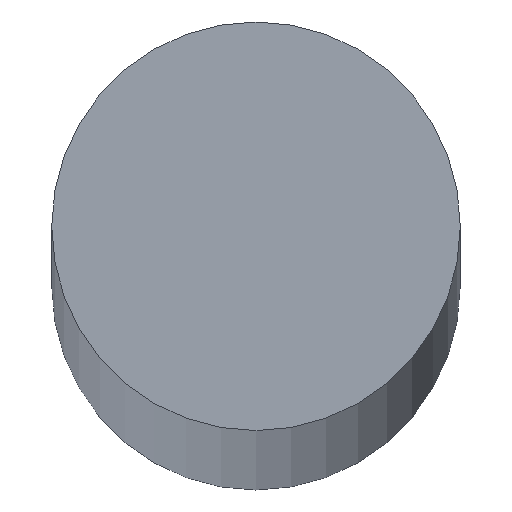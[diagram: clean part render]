
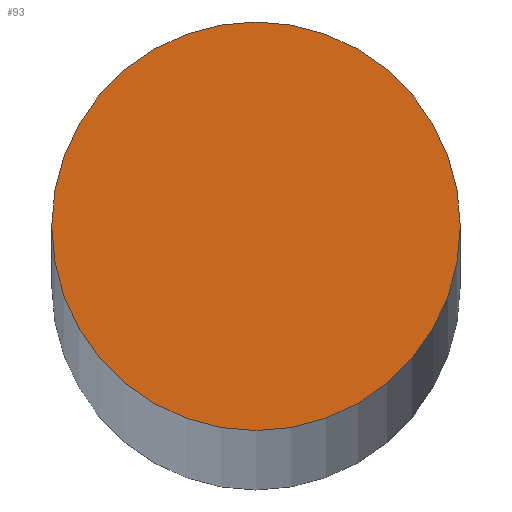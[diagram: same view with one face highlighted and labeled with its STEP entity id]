
A CAD part, top view. The second image highlights one B-rep face of the part: STEP entity #93.
In plain terms, the highlighted planar face has unit normal (0, 0, 1).
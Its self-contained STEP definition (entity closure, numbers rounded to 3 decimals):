
#49 = AXIS2_PLACEMENT_3D ( 'NONE', #121, #134, #129 ) ;
#51 = FACE_OUTER_BOUND ( 'NONE', #120, .T. ) ;
#54 = AXIS2_PLACEMENT_3D ( 'NONE', #145, #138, #141 ) ;
#58 = AXIS2_PLACEMENT_3D ( 'NONE', #144, #150, #128 ) ;
#93 = ADVANCED_FACE ( 'NONE', ( #51 ), #152, .T. ) ;
#96 = CIRCLE ( 'NONE', #49, 6. ) ;
#97 = EDGE_CURVE ( 'NONE', #174, #147, #105, .T. ) ;
#101 = EDGE_CURVE ( 'NONE', #147, #174, #96, .T. ) ;
#105 = CIRCLE ( 'NONE', #58, 6. ) ;
#120 = EDGE_LOOP ( 'NONE', ( #158, #162 ) ) ;
#121 = CARTESIAN_POINT ( 'NONE',  ( 0., 0., 500. ) ) ;
#128 = DIRECTION ( 'NONE',  ( 1., 0., 0. ) ) ;
#129 = DIRECTION ( 'NONE',  ( 1., 0., 0. ) ) ;
#134 = DIRECTION ( 'NONE',  ( 0., 0., 1. ) ) ;
#138 = DIRECTION ( 'NONE',  ( 0., 0., 1. ) ) ;
#141 = DIRECTION ( 'NONE',  ( 1., 0., 0. ) ) ;
#144 = CARTESIAN_POINT ( 'NONE',  ( 0., 0., 500. ) ) ;
#145 = CARTESIAN_POINT ( 'NONE',  ( 0., 0., 500. ) ) ;
#147 = VERTEX_POINT ( 'NONE', #163 ) ;
#150 = DIRECTION ( 'NONE',  ( 0., 0., 1. ) ) ;
#152 = PLANE ( 'NONE',  #54 ) ;
#158 = ORIENTED_EDGE ( 'NONE', *, *, #101, .T. ) ;
#160 = CARTESIAN_POINT ( 'NONE',  ( 6., 0., 500. ) ) ;
#162 = ORIENTED_EDGE ( 'NONE', *, *, #97, .T. ) ;
#163 = CARTESIAN_POINT ( 'NONE',  ( -6., 0., 500. ) ) ;
#174 = VERTEX_POINT ( 'NONE', #160 ) ;
